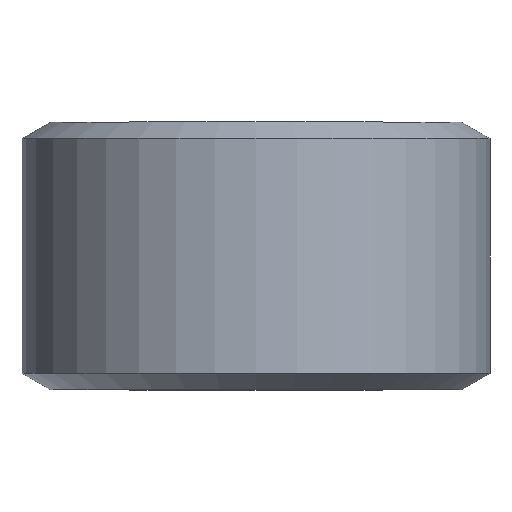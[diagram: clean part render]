
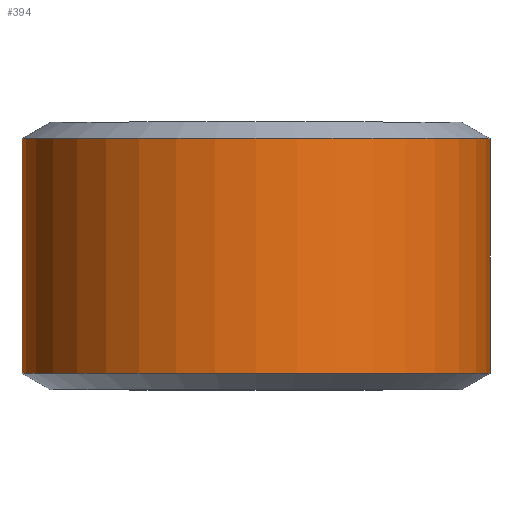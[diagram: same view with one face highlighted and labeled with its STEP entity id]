
A CAD part, top view. The second image highlights one B-rep face of the part: STEP entity #394.
In plain terms, the highlighted cylindrical face has radius 16.625 mm (diameter 33.249 mm), a full revolution.
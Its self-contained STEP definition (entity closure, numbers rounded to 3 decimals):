
#136=ORIENTED_EDGE('',*,*,#218,.F.);
#137=ORIENTED_EDGE('',*,*,#219,.T.);
#218=EDGE_CURVE('',#255,#255,#280,.T.);
#219=EDGE_CURVE('',#256,#256,#281,.T.);
#255=VERTEX_POINT('',#906);
#256=VERTEX_POINT('',#908);
#280=CIRCLE('',#615,16.625);
#281=CIRCLE('',#616,16.625);
#309=EDGE_LOOP('',(#136));
#310=EDGE_LOOP('',(#137));
#349=FACE_BOUND('',#309,.T.);
#350=FACE_BOUND('',#310,.T.);
#375=CYLINDRICAL_SURFACE('',#614,16.625);
#394=ADVANCED_FACE('',(#349,#350),#375,.T.);
#614=AXIS2_PLACEMENT_3D('',#904,#720,#721);
#615=AXIS2_PLACEMENT_3D('',#905,#722,#723);
#616=AXIS2_PLACEMENT_3D('',#907,#724,#725);
#720=DIRECTION('',(0.,-1.,0.));
#721=DIRECTION('',(0.,0.,-1.));
#722=DIRECTION('',(0.,-1.,0.));
#723=DIRECTION('',(0.,0.,-1.));
#724=DIRECTION('',(0.,-1.,0.));
#725=DIRECTION('',(0.,0.,-1.));
#904=CARTESIAN_POINT('',(0.,19.,0.));
#905=CARTESIAN_POINT('',(0.,1.155,0.));
#906=CARTESIAN_POINT('',(0.,1.155,-16.625));
#907=CARTESIAN_POINT('',(0.,17.845,0.));
#908=CARTESIAN_POINT('',(0.,17.845,-16.625));
